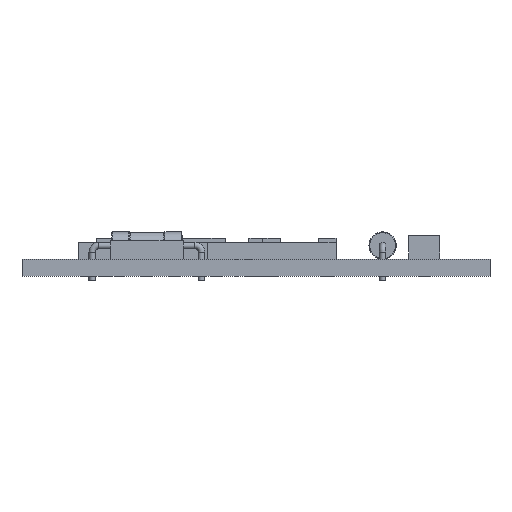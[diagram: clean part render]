
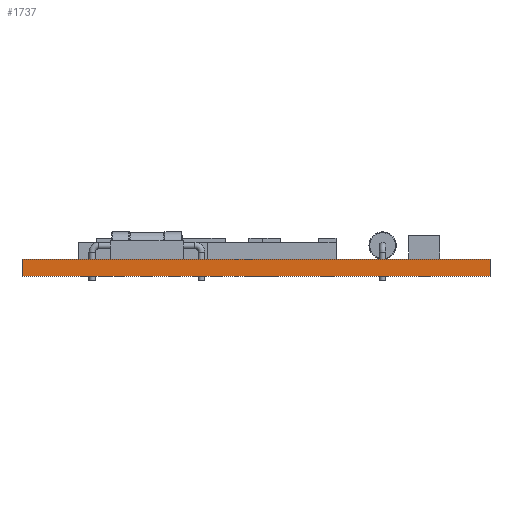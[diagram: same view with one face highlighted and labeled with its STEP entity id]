
A CAD part, front view. The second image highlights one B-rep face of the part: STEP entity #1737.
In plain terms, the highlighted planar face has unit normal (0, -1, 0).
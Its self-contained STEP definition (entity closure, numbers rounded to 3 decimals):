
#173=PLANE('',#1991);
#250=FACE_OUTER_BOUND('',#342,.T.);
#342=EDGE_LOOP('',(#1302,#1303,#1304,#1305));
#502=LINE('',#2863,#624);
#503=LINE('',#2866,#625);
#504=LINE('',#2868,#626);
#505=LINE('',#2869,#627);
#624=VECTOR('',#2341,10.);
#625=VECTOR('',#2344,10.);
#626=VECTOR('',#2345,10.);
#627=VECTOR('',#2346,10.);
#872=VERTEX_POINT('',#2859);
#873=VERTEX_POINT('',#2861);
#874=VERTEX_POINT('',#2865);
#875=VERTEX_POINT('',#2867);
#1050=EDGE_CURVE('',#872,#873,#502,.T.);
#1051=EDGE_CURVE('',#874,#872,#503,.T.);
#1052=EDGE_CURVE('',#875,#873,#504,.T.);
#1053=EDGE_CURVE('',#874,#875,#505,.T.);
#1302=ORIENTED_EDGE('',*,*,#1051,.T.);
#1303=ORIENTED_EDGE('',*,*,#1050,.T.);
#1304=ORIENTED_EDGE('',*,*,#1052,.F.);
#1305=ORIENTED_EDGE('',*,*,#1053,.F.);
#1737=ADVANCED_FACE('',(#250),#173,.T.);
#1991=AXIS2_PLACEMENT_3D('',#2864,#2342,#2343);
#2341=DIRECTION('',(0.,0.,1.));
#2342=DIRECTION('center_axis',(0.,-1.,0.));
#2343=DIRECTION('ref_axis',(1.,0.,0.));
#2344=DIRECTION('',(1.,0.,0.));
#2345=DIRECTION('',(1.,0.,0.));
#2346=DIRECTION('',(0.,0.,1.));
#2859=CARTESIAN_POINT('',(63.17,3.81,0.));
#2861=CARTESIAN_POINT('',(63.17,3.81,1.57));
#2863=CARTESIAN_POINT('',(63.17,3.81,0.));
#2864=CARTESIAN_POINT('Origin',(20.32,3.81,0.));
#2865=CARTESIAN_POINT('',(20.32,3.81,0.));
#2866=CARTESIAN_POINT('',(20.32,3.81,0.));
#2867=CARTESIAN_POINT('',(20.32,3.81,1.57));
#2868=CARTESIAN_POINT('',(20.32,3.81,1.57));
#2869=CARTESIAN_POINT('',(20.32,3.81,0.));
